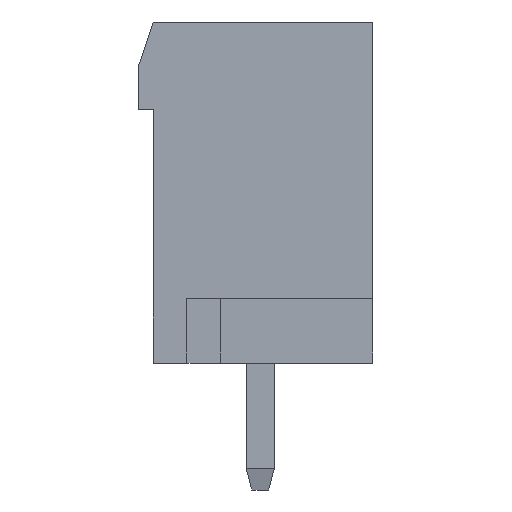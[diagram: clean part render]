
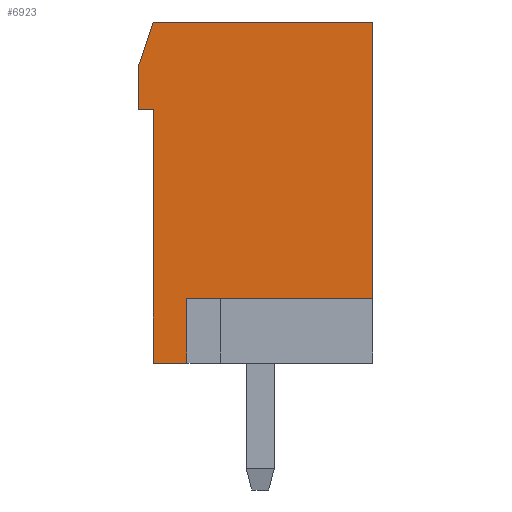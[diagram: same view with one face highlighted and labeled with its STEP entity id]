
A CAD part, left-side view. The second image highlights one B-rep face of the part: STEP entity #6923.
In plain terms, the highlighted planar face has unit normal (-1, 0, 0).
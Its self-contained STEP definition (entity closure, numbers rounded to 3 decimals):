
#482=FACE_OUTER_BOUND('',#892,.T.);
#892=EDGE_LOOP('',(#5898,#5899,#5900,#5901,#5902,#5903,#5904,#5905,#5906));
#1169=LINE('',#9559,#2033);
#1431=LINE('',#10099,#2295);
#1448=LINE('',#10132,#2312);
#1631=LINE('',#10521,#2495);
#1640=LINE('',#10539,#2504);
#1722=LINE('',#10830,#2586);
#1725=LINE('',#10835,#2589);
#1743=LINE('',#10859,#2607);
#1745=LINE('',#10863,#2609);
#2033=VECTOR('',#7803,9.);
#2295=VECTOR('',#8293,1.581);
#2312=VECTOR('',#8332,7.8);
#2495=VECTOR('',#8637,6.6);
#2504=VECTOR('',#8660,2.3);
#2586=VECTOR('',#8922,0.5);
#2589=VECTOR('',#8927,1.6);
#2607=VECTOR('',#8955,1.2);
#2609=VECTOR('',#8961,9.8);
#2813=VERTEX_POINT('',#9556);
#2814=VERTEX_POINT('',#9558);
#2977=VERTEX_POINT('',#10096);
#2978=VERTEX_POINT('',#10098);
#2983=VERTEX_POINT('',#10131);
#3127=VERTEX_POINT('',#10518);
#3128=VERTEX_POINT('',#10520);
#3130=VERTEX_POINT('',#10538);
#3213=VERTEX_POINT('',#10829);
#3491=EDGE_CURVE('',#2813,#2814,#1169,.T.);
#3753=EDGE_CURVE('',#2977,#2978,#1431,.T.);
#3770=EDGE_CURVE('',#2978,#2983,#1448,.T.);
#3959=EDGE_CURVE('',#3127,#3128,#1631,.T.);
#3968=EDGE_CURVE('',#3128,#3130,#1640,.T.);
#4092=EDGE_CURVE('',#2814,#3213,#1722,.T.);
#4095=EDGE_CURVE('',#3213,#2977,#1725,.T.);
#4113=EDGE_CURVE('',#3130,#2813,#1743,.T.);
#4115=EDGE_CURVE('',#3127,#2983,#1745,.T.);
#5898=ORIENTED_EDGE('',*,*,#3491,.F.);
#5899=ORIENTED_EDGE('',*,*,#4113,.F.);
#5900=ORIENTED_EDGE('',*,*,#3968,.F.);
#5901=ORIENTED_EDGE('',*,*,#3959,.F.);
#5902=ORIENTED_EDGE('',*,*,#4115,.T.);
#5903=ORIENTED_EDGE('',*,*,#3770,.F.);
#5904=ORIENTED_EDGE('',*,*,#3753,.F.);
#5905=ORIENTED_EDGE('',*,*,#4095,.F.);
#5906=ORIENTED_EDGE('',*,*,#4092,.F.);
#6296=PLANE('',#7330);
#6923=ADVANCED_FACE('',(#482),#6296,.T.);
#7330=AXIS2_PLACEMENT_3D('',#10864,#8962,#8963);
#7803=DIRECTION('',(0.,0.,1.));
#8293=DIRECTION('',(0.,-0.316,0.949));
#8332=DIRECTION('',(0.,-1.,0.));
#8637=DIRECTION('',(0.,1.,0.));
#8660=DIRECTION('',(0.,0.,-1.));
#8922=DIRECTION('',(0.,1.,0.));
#8927=DIRECTION('',(0.,0.,1.));
#8955=DIRECTION('',(0.,1.,0.));
#8961=DIRECTION('',(0.,0.,1.));
#8962=DIRECTION('center_axis',(-1.,0.,0.));
#8963=DIRECTION('ref_axis',(0.,-1.,0.));
#9556=CARTESIAN_POINT('',(-15.84,3.8,0.));
#9558=CARTESIAN_POINT('',(-15.84,3.8,9.));
#9559=CARTESIAN_POINT('',(-15.84,3.8,2.3));
#10096=CARTESIAN_POINT('',(-15.84,4.3,10.6));
#10098=CARTESIAN_POINT('',(-15.84,3.8,12.1));
#10099=CARTESIAN_POINT('',(-15.84,4.458,10.128));
#10131=CARTESIAN_POINT('',(-15.84,-4.,12.1));
#10132=CARTESIAN_POINT('',(-15.84,3.8,12.1));
#10518=CARTESIAN_POINT('',(-15.84,-4.,2.3));
#10520=CARTESIAN_POINT('',(-15.84,2.6,2.3));
#10521=CARTESIAN_POINT('',(-15.84,-4.,2.3));
#10538=CARTESIAN_POINT('',(-15.84,2.6,0.));
#10539=CARTESIAN_POINT('',(-15.84,2.6,2.3));
#10829=CARTESIAN_POINT('',(-15.84,4.3,9.));
#10830=CARTESIAN_POINT('',(-15.84,3.875,9.));
#10835=CARTESIAN_POINT('',(-15.84,4.3,9.1));
#10859=CARTESIAN_POINT('',(-15.84,2.6,0.));
#10863=CARTESIAN_POINT('',(-15.84,-4.,2.3));
#10864=CARTESIAN_POINT('Origin',(-15.84,3.8,2.3));
